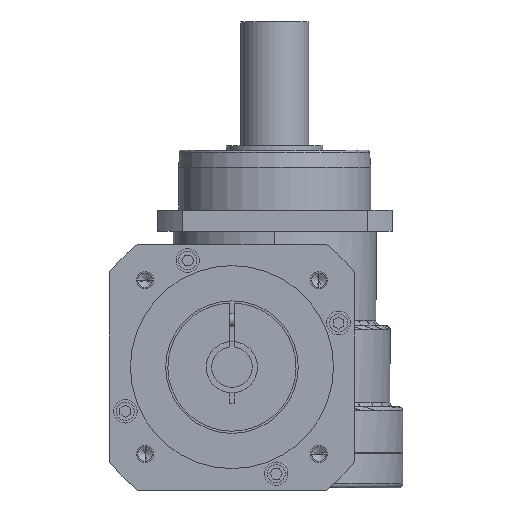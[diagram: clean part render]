
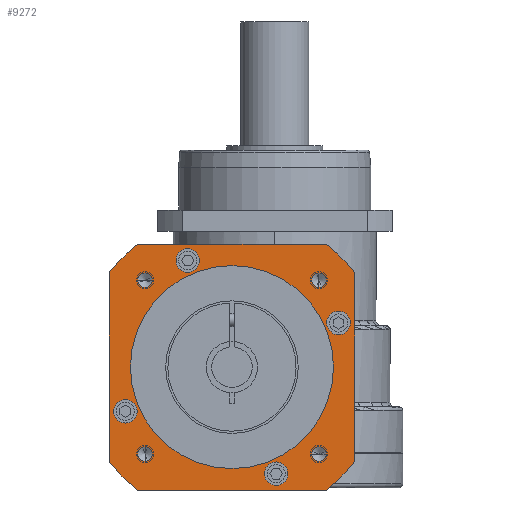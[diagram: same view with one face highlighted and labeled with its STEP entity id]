
A CAD part, left-side view. The second image highlights one B-rep face of the part: STEP entity #9272.
In plain terms, the highlighted planar face has unit normal (-1, 0, 0).
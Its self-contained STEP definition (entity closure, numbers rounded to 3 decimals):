
#2640=CARTESIAN_POINT('',(0.,0.,0.));
#2641=DIRECTION('',(-1.,0.,0.));
#2642=DIRECTION('',(0.,0.793,-0.609));
#2643=AXIS2_PLACEMENT_3D('',#2640,#2641,#2642);
#2648=DIRECTION('',(0.,0.,-1.));
#2649=VECTOR('',#2648,88.318);
#2650=CARTESIAN_POINT('',(0.,57.5,44.159));
#2651=LINE('',#2650,#2649);
#2655=CARTESIAN_POINT('',(0.,0.,0.));
#2656=DIRECTION('',(-1.,0.,0.));
#2657=DIRECTION('',(0.,0.609,0.793));
#2658=AXIS2_PLACEMENT_3D('',#2655,#2656,#2657);
#2663=DIRECTION('',(0.,1.,0.));
#2664=VECTOR('',#2663,88.318);
#2665=CARTESIAN_POINT('',(0.,-44.159,57.5));
#2666=LINE('',#2665,#2664);
#2670=CARTESIAN_POINT('',(0.,0.,0.));
#2671=DIRECTION('',(-1.,0.,0.));
#2672=DIRECTION('',(0.,-0.793,0.609));
#2673=AXIS2_PLACEMENT_3D('',#2670,#2671,#2672);
#2678=DIRECTION('',(0.,0.,1.));
#2679=VECTOR('',#2678,88.318);
#2680=CARTESIAN_POINT('',(0.,-57.5,-44.159));
#2681=LINE('',#2680,#2679);
#2685=CARTESIAN_POINT('',(0.,0.,0.));
#2686=DIRECTION('',(-1.,0.,0.));
#2687=DIRECTION('',(0.,-0.609,-0.793));
#2688=AXIS2_PLACEMENT_3D('',#2685,#2686,#2687);
#2693=DIRECTION('',(0.,-1.,0.));
#2694=VECTOR('',#2693,88.318);
#2695=CARTESIAN_POINT('',(0.,44.159,-57.5));
#2696=LINE('',#2695,#2694);
#2700=CARTESIAN_POINT('',(0.,0.,0.));
#2701=DIRECTION('',(-1.,0.,0.));
#2702=DIRECTION('',(0.,-1.,0.));
#2703=AXIS2_PLACEMENT_3D('',#2700,#2701,#2702);
#2708=CARTESIAN_POINT('',(0.,0.,0.));
#2709=DIRECTION('',(-1.,0.,0.));
#2710=DIRECTION('',(0.,1.,0.));
#2711=AXIS2_PLACEMENT_3D('',#2708,#2709,#2710);
#2716=CARTESIAN_POINT('',(0.,40.659,40.659));
#2717=DIRECTION('',(-1.,0.,0.));
#2718=DIRECTION('',(0.,1.,0.));
#2719=AXIS2_PLACEMENT_3D('',#2716,#2717,#2718);
#2724=CARTESIAN_POINT('',(0.,40.659,40.659));
#2725=DIRECTION('',(-1.,0.,0.));
#2726=DIRECTION('',(0.,-1.,0.));
#2727=AXIS2_PLACEMENT_3D('',#2724,#2725,#2726);
#2732=CARTESIAN_POINT('',(0.,40.659,-40.659));
#2733=DIRECTION('',(-1.,0.,0.));
#2734=DIRECTION('',(0.,0.,-1.));
#2735=AXIS2_PLACEMENT_3D('',#2732,#2733,#2734);
#2740=CARTESIAN_POINT('',(0.,40.659,-40.659));
#2741=DIRECTION('',(-1.,0.,0.));
#2742=DIRECTION('',(0.,0.,1.));
#2743=AXIS2_PLACEMENT_3D('',#2740,#2741,#2742);
#2748=CARTESIAN_POINT('',(0.,-40.659,-40.659));
#2749=DIRECTION('',(-1.,0.,0.));
#2750=DIRECTION('',(0.,-1.,0.));
#2751=AXIS2_PLACEMENT_3D('',#2748,#2749,#2750);
#2756=CARTESIAN_POINT('',(0.,-40.659,-40.659));
#2757=DIRECTION('',(-1.,0.,0.));
#2758=DIRECTION('',(0.,1.,0.));
#2759=AXIS2_PLACEMENT_3D('',#2756,#2757,#2758);
#2764=CARTESIAN_POINT('',(0.,-40.659,40.659));
#2765=DIRECTION('',(-1.,0.,0.));
#2766=DIRECTION('',(0.,0.,1.));
#2767=AXIS2_PLACEMENT_3D('',#2764,#2765,#2766);
#2772=CARTESIAN_POINT('',(0.,-40.659,40.659));
#2773=DIRECTION('',(-1.,0.,0.));
#2774=DIRECTION('',(0.,0.,-1.));
#2775=AXIS2_PLACEMENT_3D('',#2772,#2773,#2774);
#2780=CARTESIAN_POINT('',(0.,49.889,-20.665));
#2781=DIRECTION('',(-1.,0.,0.));
#2782=DIRECTION('',(0.,0.,1.));
#2783=AXIS2_PLACEMENT_3D('',#2780,#2781,#2782);
#2788=CARTESIAN_POINT('',(0.,49.889,-20.665));
#2789=DIRECTION('',(-1.,0.,0.));
#2790=DIRECTION('',(0.,0.,-1.));
#2791=AXIS2_PLACEMENT_3D('',#2788,#2789,#2790);
#2796=CARTESIAN_POINT('',(0.,-20.665,-49.889));
#2797=DIRECTION('',(-1.,0.,0.));
#2798=DIRECTION('',(0.,1.,0.));
#2799=AXIS2_PLACEMENT_3D('',#2796,#2797,#2798);
#2804=CARTESIAN_POINT('',(0.,-20.665,-49.889));
#2805=DIRECTION('',(-1.,0.,0.));
#2806=DIRECTION('',(0.,-1.,0.));
#2807=AXIS2_PLACEMENT_3D('',#2804,#2805,#2806);
#2812=CARTESIAN_POINT('',(0.,-49.889,20.665));
#2813=DIRECTION('',(-1.,0.,0.));
#2814=DIRECTION('',(0.,0.,-1.));
#2815=AXIS2_PLACEMENT_3D('',#2812,#2813,#2814);
#2820=CARTESIAN_POINT('',(0.,-49.889,20.665));
#2821=DIRECTION('',(-1.,0.,0.));
#2822=DIRECTION('',(0.,0.,1.));
#2823=AXIS2_PLACEMENT_3D('',#2820,#2821,#2822);
#2828=CARTESIAN_POINT('',(0.,20.665,49.889));
#2829=DIRECTION('',(-1.,0.,0.));
#2830=DIRECTION('',(0.,-1.,0.));
#2831=AXIS2_PLACEMENT_3D('',#2828,#2829,#2830);
#2836=CARTESIAN_POINT('',(0.,20.665,49.889));
#2837=DIRECTION('',(-1.,0.,0.));
#2838=DIRECTION('',(0.,1.,0.));
#2839=AXIS2_PLACEMENT_3D('',#2836,#2837,#2838);
#4753=CARTESIAN_POINT('',(0.,57.5,-44.159));
#4754=CARTESIAN_POINT('',(0.,44.159,-57.5));
#4755=VERTEX_POINT('',#4753);
#4756=VERTEX_POINT('',#4754);
#4757=CARTESIAN_POINT('',(0.,-44.159,-57.5));
#4758=CARTESIAN_POINT('',(0.,-57.5,-44.159));
#4759=VERTEX_POINT('',#4757);
#4760=VERTEX_POINT('',#4758);
#4761=CARTESIAN_POINT('',(0.,-57.5,44.159));
#4762=CARTESIAN_POINT('',(0.,-44.159,57.5));
#4763=VERTEX_POINT('',#4761);
#4764=VERTEX_POINT('',#4762);
#4765=CARTESIAN_POINT('',(0.,44.159,57.5));
#4766=CARTESIAN_POINT('',(0.,57.5,44.159));
#4767=VERTEX_POINT('',#4765);
#4768=VERTEX_POINT('',#4766);
#4789=CARTESIAN_POINT('',(0.,-47.5,0.));
#4790=CARTESIAN_POINT('',(0.,47.5,0.));
#4791=VERTEX_POINT('',#4789);
#4792=VERTEX_POINT('',#4790);
#4807=CARTESIAN_POINT('',(0.,44.059,40.659));
#4808=CARTESIAN_POINT('',(0.,37.259,40.659));
#4809=VERTEX_POINT('',#4807);
#4810=VERTEX_POINT('',#4808);
#4817=CARTESIAN_POINT('',(0.,40.659,-44.059));
#4818=CARTESIAN_POINT('',(0.,40.659,-37.259));
#4819=VERTEX_POINT('',#4817);
#4820=VERTEX_POINT('',#4818);
#4827=CARTESIAN_POINT('',(0.,-44.059,-40.659));
#4828=CARTESIAN_POINT('',(0.,-37.259,-40.659));
#4829=VERTEX_POINT('',#4827);
#4830=VERTEX_POINT('',#4828);
#4837=CARTESIAN_POINT('',(0.,-40.659,44.059));
#4838=CARTESIAN_POINT('',(0.,-40.659,37.259));
#4839=VERTEX_POINT('',#4837);
#4840=VERTEX_POINT('',#4838);
#4967=CARTESIAN_POINT('',(0.,49.889,-15.165));
#4968=CARTESIAN_POINT('',(0.,49.889,-26.165));
#4969=VERTEX_POINT('',#4967);
#4970=VERTEX_POINT('',#4968);
#5007=CARTESIAN_POINT('',(0.,-15.165,-49.889));
#5008=CARTESIAN_POINT('',(0.,-26.165,-49.889));
#5009=VERTEX_POINT('',#5007);
#5010=VERTEX_POINT('',#5008);
#5047=CARTESIAN_POINT('',(0.,-49.889,15.165));
#5048=CARTESIAN_POINT('',(0.,-49.889,26.165));
#5049=VERTEX_POINT('',#5047);
#5050=VERTEX_POINT('',#5048);
#5087=CARTESIAN_POINT('',(0.,15.165,49.889));
#5088=CARTESIAN_POINT('',(0.,26.165,49.889));
#5089=VERTEX_POINT('',#5087);
#5090=VERTEX_POINT('',#5088);
#9197=CARTESIAN_POINT('',(0.,0.,0.));
#9198=DIRECTION('',(-1.,0.,0.));
#9199=DIRECTION('',(0.,0.,1.));
#9200=AXIS2_PLACEMENT_3D('',#9197,#9198,#9199);
#9201=PLANE('',#9200);
#9202=ORIENTED_EDGE('',*,*,#9148,.F.);
#9204=ORIENTED_EDGE('',*,*,#9203,.F.);
#9206=ORIENTED_EDGE('',*,*,#9205,.F.);
#9208=ORIENTED_EDGE('',*,*,#9207,.F.);
#9210=ORIENTED_EDGE('',*,*,#9209,.F.);
#9212=ORIENTED_EDGE('',*,*,#9211,.F.);
#9213=ORIENTED_EDGE('',*,*,#9175,.F.);
#9215=ORIENTED_EDGE('',*,*,#9214,.F.);
#9216=EDGE_LOOP('',(#9202,#9204,#9206,#9208,#9210,#9212,#9213,#9215));
#9217=FACE_OUTER_BOUND('',#9216,.F.);
#9219=ORIENTED_EDGE('',*,*,#9218,.T.);
#9221=ORIENTED_EDGE('',*,*,#9220,.T.);
#9222=EDGE_LOOP('',(#9219,#9221));
#9223=FACE_BOUND('',#9222,.F.);
#9225=ORIENTED_EDGE('',*,*,#9224,.T.);
#9227=ORIENTED_EDGE('',*,*,#9226,.T.);
#9228=EDGE_LOOP('',(#9225,#9227));
#9229=FACE_BOUND('',#9228,.F.);
#9231=ORIENTED_EDGE('',*,*,#9230,.T.);
#9233=ORIENTED_EDGE('',*,*,#9232,.T.);
#9234=EDGE_LOOP('',(#9231,#9233));
#9235=FACE_BOUND('',#9234,.F.);
#9237=ORIENTED_EDGE('',*,*,#9236,.T.);
#9239=ORIENTED_EDGE('',*,*,#9238,.T.);
#9240=EDGE_LOOP('',(#9237,#9239));
#9241=FACE_BOUND('',#9240,.F.);
#9243=ORIENTED_EDGE('',*,*,#9242,.T.);
#9245=ORIENTED_EDGE('',*,*,#9244,.T.);
#9246=EDGE_LOOP('',(#9243,#9245));
#9247=FACE_BOUND('',#9246,.F.);
#9249=ORIENTED_EDGE('',*,*,#9248,.T.);
#9251=ORIENTED_EDGE('',*,*,#9250,.T.);
#9252=EDGE_LOOP('',(#9249,#9251));
#9253=FACE_BOUND('',#9252,.F.);
#9255=ORIENTED_EDGE('',*,*,#9254,.T.);
#9257=ORIENTED_EDGE('',*,*,#9256,.T.);
#9258=EDGE_LOOP('',(#9255,#9257));
#9259=FACE_BOUND('',#9258,.F.);
#9261=ORIENTED_EDGE('',*,*,#9260,.T.);
#9263=ORIENTED_EDGE('',*,*,#9262,.T.);
#9264=EDGE_LOOP('',(#9261,#9263));
#9265=FACE_BOUND('',#9264,.F.);
#9267=ORIENTED_EDGE('',*,*,#9266,.T.);
#9269=ORIENTED_EDGE('',*,*,#9268,.T.);
#9270=EDGE_LOOP('',(#9267,#9269));
#9271=FACE_BOUND('',#9270,.F.);
#2644=CIRCLE('',#2643,72.5);
#2659=CIRCLE('',#2658,72.5);
#2674=CIRCLE('',#2673,72.5);
#2689=CIRCLE('',#2688,72.5);
#2704=CIRCLE('',#2703,47.5);
#2712=CIRCLE('',#2711,47.5);
#2720=CIRCLE('',#2719,3.4);
#2728=CIRCLE('',#2727,3.4);
#2736=CIRCLE('',#2735,3.4);
#2744=CIRCLE('',#2743,3.4);
#2752=CIRCLE('',#2751,3.4);
#2760=CIRCLE('',#2759,3.4);
#2768=CIRCLE('',#2767,3.4);
#2776=CIRCLE('',#2775,3.4);
#2784=CIRCLE('',#2783,5.5);
#2792=CIRCLE('',#2791,5.5);
#2800=CIRCLE('',#2799,5.5);
#2808=CIRCLE('',#2807,5.5);
#2816=CIRCLE('',#2815,5.5);
#2824=CIRCLE('',#2823,5.5);
#2832=CIRCLE('',#2831,5.5);
#2840=CIRCLE('',#2839,5.5);
#9148=EDGE_CURVE('',#4755,#4756,#2644,.T.);
#9175=EDGE_CURVE('',#4759,#4760,#2689,.T.);
#9203=EDGE_CURVE('',#4768,#4755,#2651,.T.);
#9205=EDGE_CURVE('',#4767,#4768,#2659,.T.);
#9207=EDGE_CURVE('',#4764,#4767,#2666,.T.);
#9209=EDGE_CURVE('',#4763,#4764,#2674,.T.);
#9211=EDGE_CURVE('',#4760,#4763,#2681,.T.);
#9214=EDGE_CURVE('',#4756,#4759,#2696,.T.);
#9218=EDGE_CURVE('',#4791,#4792,#2704,.T.);
#9220=EDGE_CURVE('',#4792,#4791,#2712,.T.);
#9224=EDGE_CURVE('',#4809,#4810,#2720,.T.);
#9226=EDGE_CURVE('',#4810,#4809,#2728,.T.);
#9230=EDGE_CURVE('',#4819,#4820,#2736,.T.);
#9232=EDGE_CURVE('',#4820,#4819,#2744,.T.);
#9236=EDGE_CURVE('',#4829,#4830,#2752,.T.);
#9238=EDGE_CURVE('',#4830,#4829,#2760,.T.);
#9242=EDGE_CURVE('',#4839,#4840,#2768,.T.);
#9244=EDGE_CURVE('',#4840,#4839,#2776,.T.);
#9248=EDGE_CURVE('',#4969,#4970,#2784,.T.);
#9250=EDGE_CURVE('',#4970,#4969,#2792,.T.);
#9254=EDGE_CURVE('',#5009,#5010,#2800,.T.);
#9256=EDGE_CURVE('',#5010,#5009,#2808,.T.);
#9260=EDGE_CURVE('',#5049,#5050,#2816,.T.);
#9262=EDGE_CURVE('',#5050,#5049,#2824,.T.);
#9266=EDGE_CURVE('',#5089,#5090,#2832,.T.);
#9268=EDGE_CURVE('',#5090,#5089,#2840,.T.);
#9272=ADVANCED_FACE('',(#9217,#9223,#9229,#9235,#9241,#9247,#9253,#9259,#9265,
#9271),#9201,.T.);
